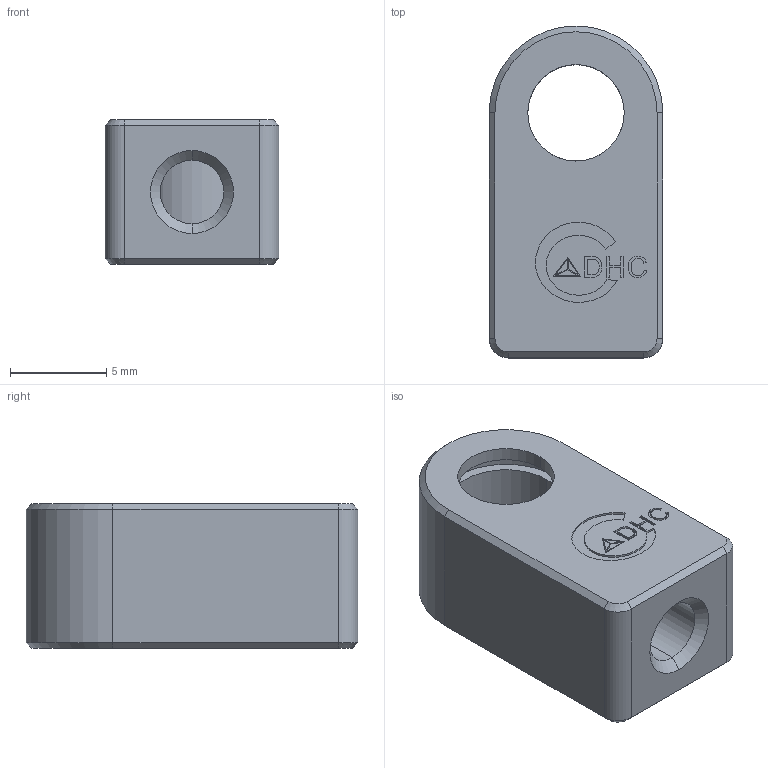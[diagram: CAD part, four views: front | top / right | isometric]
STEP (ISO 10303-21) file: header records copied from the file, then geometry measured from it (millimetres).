
FILE_DESCRIPTION (( 'STEP AP203' ), '1' );
FILE_NAME ('GCM-081206M_俋倛芞.STEP', '2020-09-24T09:01:39', ( 'Microsoft' ), ( 'Microsoft' ), 'SwSTEP 2.0', 'SolidWorks 2015', '' );
FILE_SCHEMA (( 'CONFIG_CONTROL_DESIGN' ));
Length unit declared in the file: millimetre
Products named in the file (1): GCM-081206M_俋倛芞
Bounding box: 9 x 17.2 x 7.5 mm (x, y, z)
Surface area: 846.2 mm2 (no closed solid volume)
Topology: 0 solids, 2 shells, 118 faces, 302 edges, 196 vertices
Faces by surface type: plane 63, cylinder 45, cone 10
Entity records: 3654 total; most frequent: DIRECTION 648, CARTESIAN_POINT 617, ORIENTED_EDGE 588, EDGE_CURVE 302, AXIS2_PLACEMENT_3D 227, VERTEX_POINT 196, VECTOR 194, LINE 194
